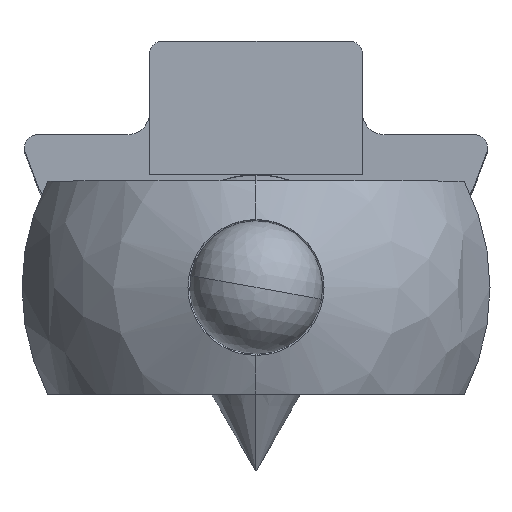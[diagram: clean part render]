
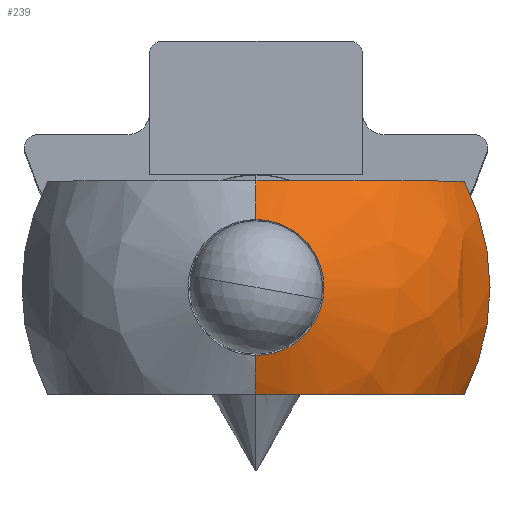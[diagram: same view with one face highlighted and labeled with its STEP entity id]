
A CAD part, top view. The second image highlights one B-rep face of the part: STEP entity #239.
In plain terms, the highlighted free-form (B-spline) face has degree [3, 3] with [4, 4] control points.
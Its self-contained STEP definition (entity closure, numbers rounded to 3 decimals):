
#4 = CARTESIAN_POINT ( 'NONE',  ( 3.035, -1.75, 9.483 ) ) ;
#16 = CARTESIAN_POINT ( 'NONE',  ( 0., -3.2, 10.631 ) ) ;
#129 = CARTESIAN_POINT ( 'NONE',  ( 0.889, -9.75, 10.016 ) ) ;
#167 = CIRCLE ( 'NONE', #1138, 8.775 ) ;
#185 = CARTESIAN_POINT ( 'NONE',  ( 7.554, -9.75, 4.853 ) ) ;
#239 = ADVANCED_FACE ( 'NONE', ( #3260 ), #3054, .T. ) ;
#242 = ORIENTED_EDGE ( 'NONE', *, *, #3180, .T. ) ;
#244 = CARTESIAN_POINT ( 'NONE',  ( 7.588, -1.75, 4.868 ) ) ;
#264 = CARTESIAN_POINT ( 'NONE',  ( 4.588, -9.75, 8.644 ) ) ;
#269 = CARTESIAN_POINT ( 'NONE',  ( 0., -11.5, 9.686 ) ) ;
#289 = CARTESIAN_POINT ( 'NONE',  ( 7.81, -9.75, 4. ) ) ;
#292 = CARTESIAN_POINT ( 'NONE',  ( 4.217, -1.75, 8.886 ) ) ;
#501 = CARTESIAN_POINT ( 'NONE',  ( 16.067, 2.283, 7.253 ) ) ;
#513 = CARTESIAN_POINT ( 'NONE',  ( 0., -9.75, 10.062 ) ) ;
#550 = DIRECTION ( 'NONE',  ( 0., 0., 1. ) ) ;
#552 = VERTEX_POINT ( 'NONE', #1224 ) ;
#562 = CARTESIAN_POINT ( 'NONE',  ( 5.296, -1.75, 8.095 ) ) ;
#572 = CARTESIAN_POINT ( 'NONE',  ( 0., -3.2, 10.631 ) ) ;
#590 = EDGE_CURVE ( 'NONE', #552, #2611, #3096, .T. ) ;
#648 = CARTESIAN_POINT ( 'NONE',  ( 0.447, -9.75, 10.053 ) ) ;
#682 = DIRECTION ( 'NONE',  ( 1., 0., 0. ) ) ;
#686 = DIRECTION ( 'NONE',  ( 0., 0., -1. ) ) ;
#695 = CARTESIAN_POINT ( 'NONE',  ( 1.761, -9.75, 9.88 ) ) ;
#711 = CARTESIAN_POINT ( 'NONE',  ( 6.221, -9.75, 7.147 ) ) ;
#721 = AXIS2_PLACEMENT_3D ( 'NONE', #944, #686, #2027 ) ;
#756 = CARTESIAN_POINT ( 'NONE',  ( 0., -14.525, 4. ) ) ;
#769 = CARTESIAN_POINT ( 'NONE',  ( 3.437, -9.75, 9.296 ) ) ;
#921 = CARTESIAN_POINT ( 'NONE',  ( 2.19, -9.75, 9.772 ) ) ;
#941 = VERTEX_POINT ( 'NONE', #1885 ) ;
#944 = CARTESIAN_POINT ( 'NONE',  ( 0., -5.75, 10.631 ) ) ;
#1033 = EDGE_CURVE ( 'NONE', #1875, #552, #3275, .T. ) ;
#1040 = CARTESIAN_POINT ( 'NONE',  ( 5.771, -9.75, 7.634 ) ) ;
#1043 = CARTESIAN_POINT ( 'NONE',  ( 0., -13.783, 7.253 ) ) ;
#1060 = CARTESIAN_POINT ( 'NONE',  ( 11.5, 0., 9.686 ) ) ;
#1088 = CARTESIAN_POINT ( 'NONE',  ( 0.446, -1.75, 10.062 ) ) ;
#1109 = CARTESIAN_POINT ( 'NONE',  ( 5.1, -3.2, 10.631 ) ) ;
#1138 = AXIS2_PLACEMENT_3D ( 'NONE', #1298, #550, #3496 ) ;
#1224 = CARTESIAN_POINT ( 'NONE',  ( 0., -8.3, 10.631 ) ) ;
#1263 = CARTESIAN_POINT ( 'NONE',  ( 5.615, -9.75, 7.79 ) ) ;
#1298 = CARTESIAN_POINT ( 'NONE',  ( 0., -5.75, 4. ) ) ;
#1316 = CARTESIAN_POINT ( 'NONE',  ( 0., -1.75, 10.062 ) ) ;
#1339 = CARTESIAN_POINT ( 'NONE',  ( 5.115, -9.75, 8.236 ) ) ;
#1343 = CARTESIAN_POINT ( 'NONE',  ( 17.55, 3.025, 4. ) ) ;
#1365 = CARTESIAN_POINT ( 'NONE',  ( 0.886, -1.75, 10.026 ) ) ;
#1391 = EDGE_LOOP ( 'NONE', ( #2292, #2873, #1552, #242, #2108, #2808 ) ) ;
#1428 = CARTESIAN_POINT ( 'NONE',  ( 0., -5.75, 2. ) ) ;
#1455 = CARTESIAN_POINT ( 'NONE',  ( 1.109, -9.75, 9.989 ) ) ;
#1482 = CARTESIAN_POINT ( 'NONE',  ( 0., -1.75, 10.062 ) ) ;
#1490 = EDGE_CURVE ( 'NONE', #941, #3011, #2687, .T. ) ;
#1527 = CARTESIAN_POINT ( 'NONE',  ( 0., -5.75, 2. ) ) ;
#1552 = ORIENTED_EDGE ( 'NONE', *, *, #3508, .T. ) ;
#1578 = CARTESIAN_POINT ( 'NONE',  ( 4.591, -1.75, 8.643 ) ) ;
#1748 = CIRCLE ( 'NONE', #2660, 9. ) ;
#1750 = DIRECTION ( 'NONE',  ( -1., 0., 0. ) ) ;
#1789 = CARTESIAN_POINT ( 'NONE',  ( 6.493, -9.75, 6.8 ) ) ;
#1832 = CARTESIAN_POINT ( 'NONE',  ( 3.636, -9.75, 9.199 ) ) ;
#1857 = CARTESIAN_POINT ( 'NONE',  ( 0., 0., 9.686 ) ) ;
#1864 = CARTESIAN_POINT ( 'NONE',  ( 6.221, -1.75, 7.147 ) ) ;
#1872 = CARTESIAN_POINT ( 'NONE',  ( 5.287, -9.75, 8.091 ) ) ;
#1875 = VERTEX_POINT ( 'NONE', #16 ) ;
#1882 = CARTESIAN_POINT ( 'NONE',  ( 5.622, -1.75, 7.795 ) ) ;
#1885 = CARTESIAN_POINT ( 'NONE',  ( 7.81, -1.75, 4. ) ) ;
#1910 = CARTESIAN_POINT ( 'NONE',  ( 7.231, -1.75, 5.675 ) ) ;
#1943 = VERTEX_POINT ( 'NONE', #289 ) ;
#1988 = CARTESIAN_POINT ( 'NONE',  ( 0., -9.75, 10.062 ) ) ;
#2003 = CARTESIAN_POINT ( 'NONE',  ( 2.821, -9.75, 9.556 ) ) ;
#2021 = CARTESIAN_POINT ( 'NONE',  ( 3.03, -9.75, 9.475 ) ) ;
#2027 = DIRECTION ( 'NONE',  ( 0., 1., 0. ) ) ;
#2057 = CARTESIAN_POINT ( 'NONE',  ( 6.974, -9.75, 6.051 ) ) ;
#2077 = DIRECTION ( 'NONE',  ( 0., 0., 1. ) ) ;
#2108 = ORIENTED_EDGE ( 'NONE', *, *, #1490, .T. ) ;
#2118 = CARTESIAN_POINT ( 'NONE',  ( 7.699, -9.75, 4.433 ) ) ;
#2188 = CARTESIAN_POINT ( 'NONE',  ( 11.5, -11.5, 9.686 ) ) ;
#2196 = CARTESIAN_POINT ( 'NONE',  ( 7.81, -1.75, 4. ) ) ;
#2292 = ORIENTED_EDGE ( 'NONE', *, *, #1033, .T. ) ;
#2361 = CARTESIAN_POINT ( 'NONE',  ( 7.81, -9.75, 4. ) ) ;
#2433 = CARTESIAN_POINT ( 'NONE',  ( 3.44, -1.75, 9.305 ) ) ;
#2461 = CARTESIAN_POINT ( 'NONE',  ( 6.495, -1.75, 6.797 ) ) ;
#2513 = DIRECTION ( 'NONE',  ( 0., 0., 1. ) ) ;
#2609 = CARTESIAN_POINT ( 'NONE',  ( 7.187, -9.75, 5.66 ) ) ;
#2611 = VERTEX_POINT ( 'NONE', #513 ) ;
#2652 = CARTESIAN_POINT ( 'NONE',  ( 0., 2.283, 7.253 ) ) ;
#2660 = AXIS2_PLACEMENT_3D ( 'NONE', #1428, #1750, #2513 ) ;
#2662 = CARTESIAN_POINT ( 'NONE',  ( 2.191, -1.75, 9.772 ) ) ;
#2670 = CARTESIAN_POINT ( 'NONE',  ( 6.859, -9.75, 6.244 ) ) ;
#2687 = B_SPLINE_CURVE_WITH_KNOTS ( 'NONE', 3,
 ( #2196, #244, #1910, #2461, #1864, #1882, #562, #1578, #292, #2433, #4, #2662, #2954, #1365, #1088, #1316 ),
 .UNSPECIFIED., .F., .F.,
 ( 4, 2, 2, 2, 2, 2, 2, 4 ),
 ( 0., 0.003, 0.004, 0.005, 0.007, 0.008, 0.009, 0.011 ),
 .UNSPECIFIED. ) ;
#2692 = CARTESIAN_POINT ( 'NONE',  ( 0., -8.3, 10.631 ) ) ;
#2808 = ORIENTED_EDGE ( 'NONE', *, *, #2889, .F. ) ;
#2873 = ORIENTED_EDGE ( 'NONE', *, *, #590, .T. ) ;
#2889 = EDGE_CURVE ( 'NONE', #1875, #3011, #1748, .T. ) ;
#2933 = B_SPLINE_CURVE_WITH_KNOTS ( 'NONE', 3,
 ( #1988, #3126, #648, #129, #1455, #695, #921, #2003, #2021, #769, #1832, #3470, #264, #1339, #1872, #1263, #1040, #711, #1789, #2670, #2057, #2609, #3143, #185, #2118, #2361 ),
 .UNSPECIFIED., .F., .F.,
 ( 4, 2, 2, 2, 2, 2, 2, 2, 2, 2, 2, 2, 4 ),
 ( 0.011, 0.011, 0.012, 0.013, 0.014, 0.015, 0.016, 0.017, 0.017, 0.019, 0.019, 0.02, 0.021 ),
 .UNSPECIFIED. ) ;
#2954 = CARTESIAN_POINT ( 'NONE',  ( 1.758, -1.75, 9.881 ) ) ;
#2977 = CARTESIAN_POINT ( 'NONE',  ( 17.55, -14.525, 4. ) ) ;
#2993 = CARTESIAN_POINT ( 'NONE',  ( 5.1, -8.3, 10.631 ) ) ;
#3011 = VERTEX_POINT ( 'NONE', #1482 ) ;
#3054 =( BOUNDED_SURFACE ( )  B_SPLINE_SURFACE ( 3, 3, ( 
 ( #2692, #2993, #1109, #572 ),
 ( #269, #2188, #1060, #1857 ),
 ( #1043, #3247, #501, #2652 ),
 ( #756, #2977, #1343, #3231 ) ),
 .UNSPECIFIED., .F., .F., .F. ) 
 B_SPLINE_SURFACE_WITH_KNOTS ( ( 4, 4 ),
 ( 4, 4 ),
 ( 0., 1. ),
 ( 0., 1. ),
 .UNSPECIFIED. ) 
 GEOMETRIC_REPRESENTATION_ITEM ( )  RATIONAL_B_SPLINE_SURFACE ( (
 ( 1., 0.333, 0.333, 1.),
 ( 0.909, 0.303, 0.303, 0.909),
 ( 0.909, 0.303, 0.303, 0.909),
 ( 1., 0.333, 0.333, 1.) ) ) 
 REPRESENTATION_ITEM ( '' )  SURFACE ( )  );
#3096 = CIRCLE ( 'NONE', #3155, 9. ) ;
#3126 = CARTESIAN_POINT ( 'NONE',  ( 0.223, -9.75, 10.062 ) ) ;
#3143 = CARTESIAN_POINT ( 'NONE',  ( 7.285, -9.75, 5.461 ) ) ;
#3155 = AXIS2_PLACEMENT_3D ( 'NONE', #1527, #682, #2077 ) ;
#3180 = EDGE_CURVE ( 'NONE', #1943, #941, #167, .T. ) ;
#3231 = CARTESIAN_POINT ( 'NONE',  ( 0., 3.025, 4. ) ) ;
#3247 = CARTESIAN_POINT ( 'NONE',  ( 16.067, -13.783, 7.253 ) ) ;
#3260 = FACE_OUTER_BOUND ( 'NONE', #1391, .T. ) ;
#3275 = CIRCLE ( 'NONE', #721, 2.55 ) ;
#3470 = CARTESIAN_POINT ( 'NONE',  ( 4.218, -9.75, 8.885 ) ) ;
#3496 = DIRECTION ( 'NONE',  ( 0., -1., 0. ) ) ;
#3508 = EDGE_CURVE ( 'NONE', #2611, #1943, #2933, .T. ) ;
